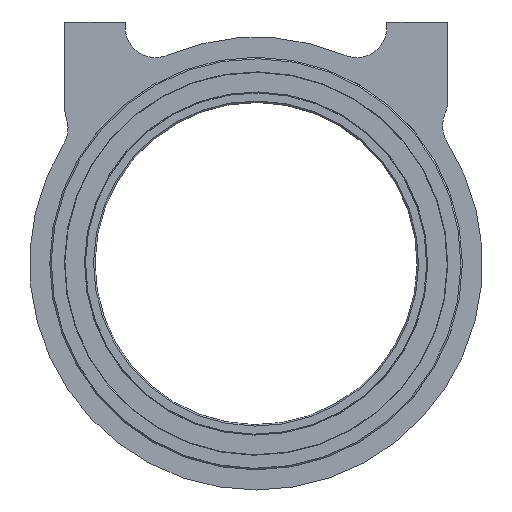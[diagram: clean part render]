
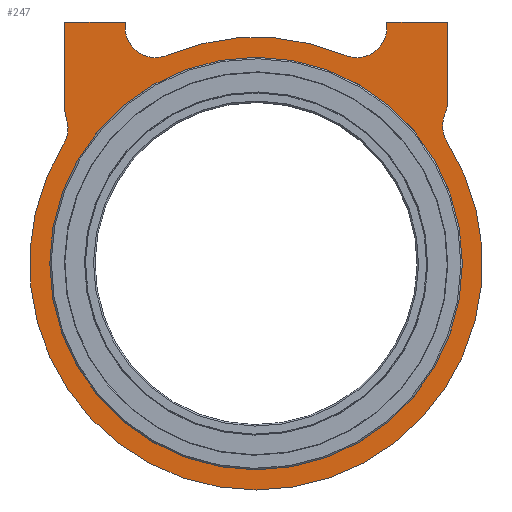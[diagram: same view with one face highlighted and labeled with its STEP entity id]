
A CAD part, front view. The second image highlights one B-rep face of the part: STEP entity #247.
In plain terms, the highlighted planar face has unit normal (0, -1, 0).
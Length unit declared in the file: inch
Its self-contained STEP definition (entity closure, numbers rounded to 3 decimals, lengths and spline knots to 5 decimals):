
#140 = DIRECTION ( 'NONE',  ( 0., 0., 1. ) ) ;
#157 = EDGE_CURVE ( 'NONE', #3424, #4088, #9709, .T. ) ;
#196 = VERTEX_POINT ( 'NONE', #10025 ) ;
#217 = CARTESIAN_POINT ( 'NONE',  ( -0.34738, 0., 0.81487 ) ) ;
#247 = ADVANCED_FACE ( 'NONE', ( #7620, #7247 ), #8536, .F. ) ;
#336 = LINE ( 'NONE', #4449, #4211 ) ;
#357 = EDGE_CURVE ( 'NONE', #2069, #6621, #1554, .T. ) ;
#484 = AXIS2_PLACEMENT_3D ( 'NONE', #9238, #6240, #4517 ) ;
#499 = EDGE_CURVE ( 'NONE', #7499, #4007, #2161, .T. ) ;
#620 = ORIENTED_EDGE ( 'NONE', *, *, #1579, .F. ) ;
#749 = CARTESIAN_POINT ( 'NONE',  ( 0., 0., 0. ) ) ;
#788 = DIRECTION ( 'NONE',  ( 0., 1., 0. ) ) ;
#976 = CARTESIAN_POINT ( 'NONE',  ( -0.85371, 0., 0.52826 ) ) ;
#1088 = CARTESIAN_POINT ( 'NONE',  ( 0.74803, 0., 0.62992 ) ) ;
#1154 = AXIS2_PLACEMENT_3D ( 'NONE', #9269, #8463, #10091 ) ;
#1270 = VECTOR ( 'NONE', #2757, 39.37008 ) ;
#1378 = DIRECTION ( 'NONE',  ( 0., 0., -1. ) ) ;
#1408 = VECTOR ( 'NONE', #4836, 39.37008 ) ;
#1457 = ORIENTED_EDGE ( 'NONE', *, *, #9377, .F. ) ;
#1554 = LINE ( 'NONE', #7074, #1408 ) ;
#1579 = EDGE_CURVE ( 'NONE', #6621, #4088, #3160, .T. ) ;
#1655 = AXIS2_PLACEMENT_3D ( 'NONE', #749, #7137, #3970 ) ;
#1677 = VERTEX_POINT ( 'NONE', #3757 ) ;
#1789 = EDGE_CURVE ( 'NONE', #5886, #9184, #4898, .T. ) ;
#1930 = CIRCLE ( 'NONE', #9136, 0.88583 ) ;
#1959 = VERTEX_POINT ( 'NONE', #9447 ) ;
#1962 = EDGE_CURVE ( 'NONE', #3820, #6558, #9210, .T. ) ;
#1985 = DIRECTION ( 'NONE',  ( 0., 0., 1. ) ) ;
#2069 = VERTEX_POINT ( 'NONE', #4079 ) ;
#2161 = CIRCLE ( 'NONE', #5823, 0.11811 ) ;
#2179 = AXIS2_PLACEMENT_3D ( 'NONE', #4687, #7837, #5445 ) ;
#2601 = DIRECTION ( 'NONE',  ( 0., -1., 0. ) ) ;
#2612 = CIRCLE ( 'NONE', #2179, 0.11811 ) ;
#2667 = ORIENTED_EDGE ( 'NONE', *, *, #5969, .T. ) ;
#2712 = AXIS2_PLACEMENT_3D ( 'NONE', #3513, #3547, #9861 ) ;
#2757 = DIRECTION ( 'NONE',  ( 0., 0., -1. ) ) ;
#2781 = DIRECTION ( 'NONE',  ( 0., 0., 1. ) ) ;
#2818 = CARTESIAN_POINT ( 'NONE',  ( -0.62992, 0., 0.60387 ) ) ;
#2875 = CARTESIAN_POINT ( 'NONE',  ( 0., 0., -0.80709 ) ) ;
#3160 = LINE ( 'NONE', #5289, #1270 ) ;
#3163 = CARTESIAN_POINT ( 'NONE',  ( -0.74803, 0., 0.94488 ) ) ;
#3168 = CARTESIAN_POINT ( 'NONE',  ( -0.51181, 0., 0.94488 ) ) ;
#3233 = ORIENTED_EDGE ( 'NONE', *, *, #9681, .F. ) ;
#3324 = CARTESIAN_POINT ( 'NONE',  ( 0., 0., 0. ) ) ;
#3387 = DIRECTION ( 'NONE',  ( 0., 0., -1. ) ) ;
#3406 = ORIENTED_EDGE ( 'NONE', *, *, #1962, .F. ) ;
#3424 = VERTEX_POINT ( 'NONE', #4167 ) ;
#3466 = VERTEX_POINT ( 'NONE', #4973 ) ;
#3513 = CARTESIAN_POINT ( 'NONE',  ( 0.84756, 0., 0.53808 ) ) ;
#3547 = DIRECTION ( 'NONE',  ( 0., 1., 0. ) ) ;
#3566 = ORIENTED_EDGE ( 'NONE', *, *, #8540, .F. ) ;
#3654 = ORIENTED_EDGE ( 'NONE', *, *, #6027, .F. ) ;
#3681 = DIRECTION ( 'NONE',  ( 0., -1., 0. ) ) ;
#3747 = EDGE_LOOP ( 'NONE', ( #2667, #3406, #4292, #7011, #10144, #3566, #5968, #5771, #7728, #4935, #7811, #7409, #620, #5471, #1457 ) ) ;
#3757 = CARTESIAN_POINT ( 'NONE',  ( 0., 0., 0.80709 ) ) ;
#3794 = CARTESIAN_POINT ( 'NONE',  ( -0.51181, 0., 0.94488 ) ) ;
#3820 = VERTEX_POINT ( 'NONE', #217 ) ;
#3829 = DIRECTION ( 'NONE',  ( 0., 1., 0. ) ) ;
#3868 = DIRECTION ( 'NONE',  ( 0., 0., 1. ) ) ;
#3970 = DIRECTION ( 'NONE',  ( 0., 0., -1. ) ) ;
#3988 = CARTESIAN_POINT ( 'NONE',  ( 0.74803, 0., 0.94488 ) ) ;
#3996 = CARTESIAN_POINT ( 'NONE',  ( -0.51181, 0., 0.92352 ) ) ;
#4007 = VERTEX_POINT ( 'NONE', #8247 ) ;
#4057 = CIRCLE ( 'NONE', #10048, 0.11811 ) ;
#4079 = CARTESIAN_POINT ( 'NONE',  ( 0.51181, 0., 0.94488 ) ) ;
#4088 = VERTEX_POINT ( 'NONE', #1088 ) ;
#4096 = CIRCLE ( 'NONE', #5117, 0.11811 ) ;
#4167 = CARTESIAN_POINT ( 'NONE',  ( 0.73874, 0., 0.584 ) ) ;
#4171 = AXIS2_PLACEMENT_3D ( 'NONE', #3324, #2601, #3387 ) ;
#4194 = DIRECTION ( 'NONE',  ( 0., 0., 1. ) ) ;
#4211 = VECTOR ( 'NONE', #1985, 39.37008 ) ;
#4288 = DIRECTION ( 'NONE',  ( 0., 0., 1. ) ) ;
#4292 = ORIENTED_EDGE ( 'NONE', *, *, #7863, .F. ) ;
#4338 = LINE ( 'NONE', #5050, #8015 ) ;
#4427 = CARTESIAN_POINT ( 'NONE',  ( -0.74182, 0., 0.56607 ) ) ;
#4449 = CARTESIAN_POINT ( 'NONE',  ( -0.74803, 0., 0.581 ) ) ;
#4517 = DIRECTION ( 'NONE',  ( 0., 0., 1. ) ) ;
#4687 = CARTESIAN_POINT ( 'NONE',  ( -0.3937, 0., 0.92352 ) ) ;
#4777 = CARTESIAN_POINT ( 'NONE',  ( 0.3937, 0., 0.92352 ) ) ;
#4782 = DIRECTION ( 'NONE',  ( 0., 0., 1. ) ) ;
#4836 = DIRECTION ( 'NONE',  ( 1., 0., 0. ) ) ;
#4898 = LINE ( 'NONE', #3794, #9567 ) ;
#4907 = AXIS2_PLACEMENT_3D ( 'NONE', #6213, #3829, #3868 ) ;
#4935 = ORIENTED_EDGE ( 'NONE', *, *, #6090, .F. ) ;
#4959 = DIRECTION ( 'NONE',  ( 0., 1., 0. ) ) ;
#4973 = CARTESIAN_POINT ( 'NONE',  ( 0.51181, 0., 0.92352 ) ) ;
#5050 = CARTESIAN_POINT ( 'NONE',  ( 0.51181, 0., 0.94488 ) ) ;
#5067 = LINE ( 'NONE', #3163, #5805 ) ;
#5117 = AXIS2_PLACEMENT_3D ( 'NONE', #2818, #3681, #2781 ) ;
#5289 = CARTESIAN_POINT ( 'NONE',  ( 0.74803, 0., 0.581 ) ) ;
#5370 = CARTESIAN_POINT ( 'NONE',  ( 0., 0., -0.88583 ) ) ;
#5445 = DIRECTION ( 'NONE',  ( 0., 0., 1. ) ) ;
#5471 = ORIENTED_EDGE ( 'NONE', *, *, #357, .F. ) ;
#5771 = ORIENTED_EDGE ( 'NONE', *, *, #499, .T. ) ;
#5805 = VECTOR ( 'NONE', #10278, 39.37008 ) ;
#5823 = AXIS2_PLACEMENT_3D ( 'NONE', #976, #4959, #4194 ) ;
#5886 = VERTEX_POINT ( 'NONE', #3168 ) ;
#5947 = EDGE_CURVE ( 'NONE', #10221, #4007, #10104, .T. ) ;
#5968 = ORIENTED_EDGE ( 'NONE', *, *, #8594, .T. ) ;
#5969 = EDGE_CURVE ( 'NONE', #3466, #6558, #4057, .T. ) ;
#6027 = EDGE_CURVE ( 'NONE', #8800, #1677, #9113, .T. ) ;
#6090 = EDGE_CURVE ( 'NONE', #9963, #10221, #1930, .T. ) ;
#6213 = CARTESIAN_POINT ( 'NONE',  ( 0., 0., 0. ) ) ;
#6240 = DIRECTION ( 'NONE',  ( 0., 1., 0. ) ) ;
#6429 = EDGE_LOOP ( 'NONE', ( #3654, #3233 ) ) ;
#6558 = VERTEX_POINT ( 'NONE', #6877 ) ;
#6621 = VERTEX_POINT ( 'NONE', #3988 ) ;
#6679 = CIRCLE ( 'NONE', #1655, 0.80709 ) ;
#6877 = CARTESIAN_POINT ( 'NONE',  ( 0.34738, 0., 0.81487 ) ) ;
#7011 = ORIENTED_EDGE ( 'NONE', *, *, #1789, .F. ) ;
#7074 = CARTESIAN_POINT ( 'NONE',  ( 0.74803, 0., 0.94488 ) ) ;
#7137 = DIRECTION ( 'NONE',  ( 0., -1., 0. ) ) ;
#7247 = FACE_OUTER_BOUND ( 'NONE', #3747, .T. ) ;
#7310 = CIRCLE ( 'NONE', #2712, 0.11811 ) ;
#7387 = CARTESIAN_POINT ( 'NONE',  ( 0., 0., 0. ) ) ;
#7409 = ORIENTED_EDGE ( 'NONE', *, *, #157, .T. ) ;
#7410 = EDGE_CURVE ( 'NONE', #9963, #3424, #7310, .T. ) ;
#7499 = VERTEX_POINT ( 'NONE', #4427 ) ;
#7620 = FACE_BOUND ( 'NONE', #6429, .T. ) ;
#7728 = ORIENTED_EDGE ( 'NONE', *, *, #5947, .F. ) ;
#7811 = ORIENTED_EDGE ( 'NONE', *, *, #7410, .T. ) ;
#7837 = DIRECTION ( 'NONE',  ( 0., -1., 0. ) ) ;
#7863 = EDGE_CURVE ( 'NONE', #9184, #3820, #2612, .T. ) ;
#8015 = VECTOR ( 'NONE', #4288, 39.37008 ) ;
#8247 = CARTESIAN_POINT ( 'NONE',  ( -0.75328, 0., 0.46611 ) ) ;
#8463 = DIRECTION ( 'NONE',  ( 0., -1., 0. ) ) ;
#8536 = PLANE ( 'NONE',  #484 ) ;
#8540 = EDGE_CURVE ( 'NONE', #1959, #196, #336, .T. ) ;
#8594 = EDGE_CURVE ( 'NONE', #1959, #7499, #4096, .T. ) ;
#8800 = VERTEX_POINT ( 'NONE', #2875 ) ;
#8950 = DIRECTION ( 'NONE',  ( 0., 1., 0. ) ) ;
#9113 = CIRCLE ( 'NONE', #4171, 0.80709 ) ;
#9129 = CARTESIAN_POINT ( 'NONE',  ( 0.74785, 0., 0.47478 ) ) ;
#9136 = AXIS2_PLACEMENT_3D ( 'NONE', #7387, #8950, #140 ) ;
#9184 = VERTEX_POINT ( 'NONE', #3996 ) ;
#9210 = CIRCLE ( 'NONE', #10225, 0.88583 ) ;
#9238 = CARTESIAN_POINT ( 'NONE',  ( 0., 0., 0. ) ) ;
#9269 = CARTESIAN_POINT ( 'NONE',  ( 0.62992, 0., 0.62992 ) ) ;
#9337 = DIRECTION ( 'NONE',  ( 0., 0., 1. ) ) ;
#9377 = EDGE_CURVE ( 'NONE', #3466, #2069, #4338, .T. ) ;
#9447 = CARTESIAN_POINT ( 'NONE',  ( -0.74803, 0., 0.60387 ) ) ;
#9480 = CARTESIAN_POINT ( 'NONE',  ( 0., 0., 0. ) ) ;
#9567 = VECTOR ( 'NONE', #1378, 39.37008 ) ;
#9681 = EDGE_CURVE ( 'NONE', #1677, #8800, #6679, .T. ) ;
#9702 = EDGE_CURVE ( 'NONE', #196, #5886, #5067, .T. ) ;
#9709 = CIRCLE ( 'NONE', #1154, 0.11811 ) ;
#9861 = DIRECTION ( 'NONE',  ( 0., 0., 1. ) ) ;
#9963 = VERTEX_POINT ( 'NONE', #9129 ) ;
#10025 = CARTESIAN_POINT ( 'NONE',  ( -0.74803, 0., 0.94488 ) ) ;
#10048 = AXIS2_PLACEMENT_3D ( 'NONE', #4777, #788, #9337 ) ;
#10091 = DIRECTION ( 'NONE',  ( 0., 0., 1. ) ) ;
#10104 = CIRCLE ( 'NONE', #4907, 0.88583 ) ;
#10144 = ORIENTED_EDGE ( 'NONE', *, *, #9702, .F. ) ;
#10221 = VERTEX_POINT ( 'NONE', #5370 ) ;
#10225 = AXIS2_PLACEMENT_3D ( 'NONE', #9480, #10288, #4782 ) ;
#10278 = DIRECTION ( 'NONE',  ( 1., 0., 0. ) ) ;
#10288 = DIRECTION ( 'NONE',  ( 0., 1., 0. ) ) ;
